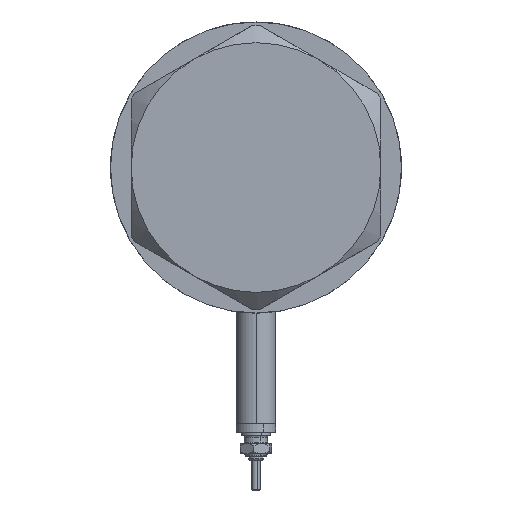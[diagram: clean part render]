
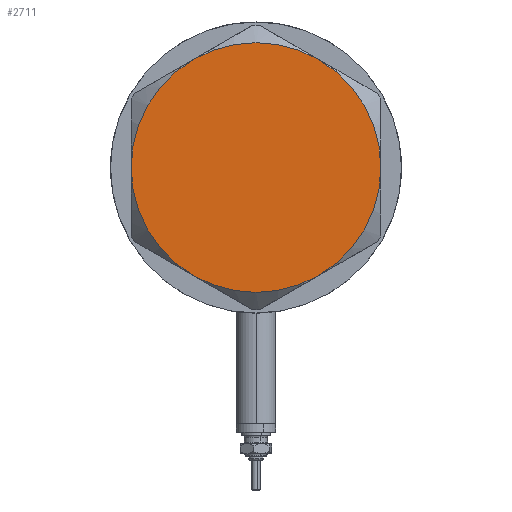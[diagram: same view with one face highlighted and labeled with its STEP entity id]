
A CAD part, left-side view. The second image highlights one B-rep face of the part: STEP entity #2711.
In plain terms, the highlighted face is planar.
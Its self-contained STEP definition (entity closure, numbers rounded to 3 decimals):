
#170 = VERTEX_POINT ( 'NONE', #4709 ) ;
#237 = DIRECTION ( 'NONE',  ( 1., 0., 0. ) ) ;
#314 = CIRCLE ( 'NONE', #1698, 37.75 ) ;
#653 = EDGE_CURVE ( 'NONE', #170, #2483, #4950, .T. ) ;
#673 = DIRECTION ( 'NONE',  ( 0., 0., 1. ) ) ;
#809 = AXIS2_PLACEMENT_3D ( 'NONE', #5568, #1459, #993 ) ;
#891 = CARTESIAN_POINT ( 'NONE',  ( 0., 0., 13. ) ) ;
#928 = EDGE_CURVE ( 'NONE', #1289, #3900, #3603, .T. ) ;
#993 = DIRECTION ( 'NONE',  ( 1., 0., 0. ) ) ;
#1021 = CARTESIAN_POINT ( 'NONE',  ( 0., 0., 13. ) ) ;
#1091 = CARTESIAN_POINT ( 'NONE',  ( -18.875, 32.692, 13. ) ) ;
#1289 = VERTEX_POINT ( 'NONE', #1091 ) ;
#1314 = CARTESIAN_POINT ( 'NONE',  ( 18.875, 32.692, 13. ) ) ;
#1459 = DIRECTION ( 'NONE',  ( 0., 0., 1. ) ) ;
#1490 = EDGE_CURVE ( 'NONE', #2483, #1608, #2739, .T. ) ;
#1584 = EDGE_CURVE ( 'NONE', #1608, #5105, #5164, .T. ) ;
#1608 = VERTEX_POINT ( 'NONE', #4035 ) ;
#1698 = AXIS2_PLACEMENT_3D ( 'NONE', #2077, #673, #237 ) ;
#1737 = CARTESIAN_POINT ( 'NONE',  ( 0., 0., 13. ) ) ;
#1864 = EDGE_LOOP ( 'NONE', ( #5855, #2487, #4135, #2418, #5658, #4550 ) ) ;
#2077 = CARTESIAN_POINT ( 'NONE',  ( 0., 0., 13. ) ) ;
#2364 = DIRECTION ( 'NONE',  ( 1., 0., 0. ) ) ;
#2401 = EDGE_CURVE ( 'NONE', #5105, #1289, #314, .T. ) ;
#2407 = DIRECTION ( 'NONE',  ( 1., 0., 0. ) ) ;
#2418 = ORIENTED_EDGE ( 'NONE', *, *, #928, .T. ) ;
#2483 = VERTEX_POINT ( 'NONE', #3962 ) ;
#2487 = ORIENTED_EDGE ( 'NONE', *, *, #1584, .T. ) ;
#2711 = ADVANCED_FACE ( 'NONE', ( #5680 ), #3719, .T. ) ;
#2739 = CIRCLE ( 'NONE', #5061, 37.75 ) ;
#3197 = DIRECTION ( 'NONE',  ( 0., 0., 1. ) ) ;
#3244 = AXIS2_PLACEMENT_3D ( 'NONE', #5109, #3197, #5590 ) ;
#3351 = DIRECTION ( 'NONE',  ( 0., 0., 1. ) ) ;
#3563 = DIRECTION ( 'NONE',  ( 1., 0., 0. ) ) ;
#3603 = CIRCLE ( 'NONE', #4375, 37.75 ) ;
#3696 = DIRECTION ( 'NONE',  ( 0., 0., 1. ) ) ;
#3719 = PLANE ( 'NONE',  #5549 ) ;
#3789 = DIRECTION ( 'NONE',  ( 0., 0., 1. ) ) ;
#3806 = CARTESIAN_POINT ( 'NONE',  ( 0., 0., 13. ) ) ;
#3900 = VERTEX_POINT ( 'NONE', #4919 ) ;
#3902 = AXIS2_PLACEMENT_3D ( 'NONE', #1021, #3789, #2407 ) ;
#3962 = CARTESIAN_POINT ( 'NONE',  ( 18.875, -32.692, 13. ) ) ;
#4035 = CARTESIAN_POINT ( 'NONE',  ( 37.75, 0., 13. ) ) ;
#4135 = ORIENTED_EDGE ( 'NONE', *, *, #2401, .T. ) ;
#4375 = AXIS2_PLACEMENT_3D ( 'NONE', #1737, #5833, #3563 ) ;
#4550 = ORIENTED_EDGE ( 'NONE', *, *, #653, .T. ) ;
#4640 = DIRECTION ( 'NONE',  ( 1., 0., 0. ) ) ;
#4709 = CARTESIAN_POINT ( 'NONE',  ( -18.875, -32.692, 13. ) ) ;
#4919 = CARTESIAN_POINT ( 'NONE',  ( -37.75, 0., 13. ) ) ;
#4950 = CIRCLE ( 'NONE', #809, 37.75 ) ;
#5061 = AXIS2_PLACEMENT_3D ( 'NONE', #891, #3696, #4640 ) ;
#5105 = VERTEX_POINT ( 'NONE', #1314 ) ;
#5109 = CARTESIAN_POINT ( 'NONE',  ( 0., 0., 13. ) ) ;
#5164 = CIRCLE ( 'NONE', #3902, 37.75 ) ;
#5272 = EDGE_CURVE ( 'NONE', #3900, #170, #5853, .T. ) ;
#5549 = AXIS2_PLACEMENT_3D ( 'NONE', #3806, #3351, #2364 ) ;
#5568 = CARTESIAN_POINT ( 'NONE',  ( 0., 0., 13. ) ) ;
#5590 = DIRECTION ( 'NONE',  ( 1., 0., 0. ) ) ;
#5658 = ORIENTED_EDGE ( 'NONE', *, *, #5272, .T. ) ;
#5680 = FACE_OUTER_BOUND ( 'NONE', #1864, .T. ) ;
#5833 = DIRECTION ( 'NONE',  ( 0., 0., 1. ) ) ;
#5853 = CIRCLE ( 'NONE', #3244, 37.75 ) ;
#5855 = ORIENTED_EDGE ( 'NONE', *, *, #1490, .T. ) ;
